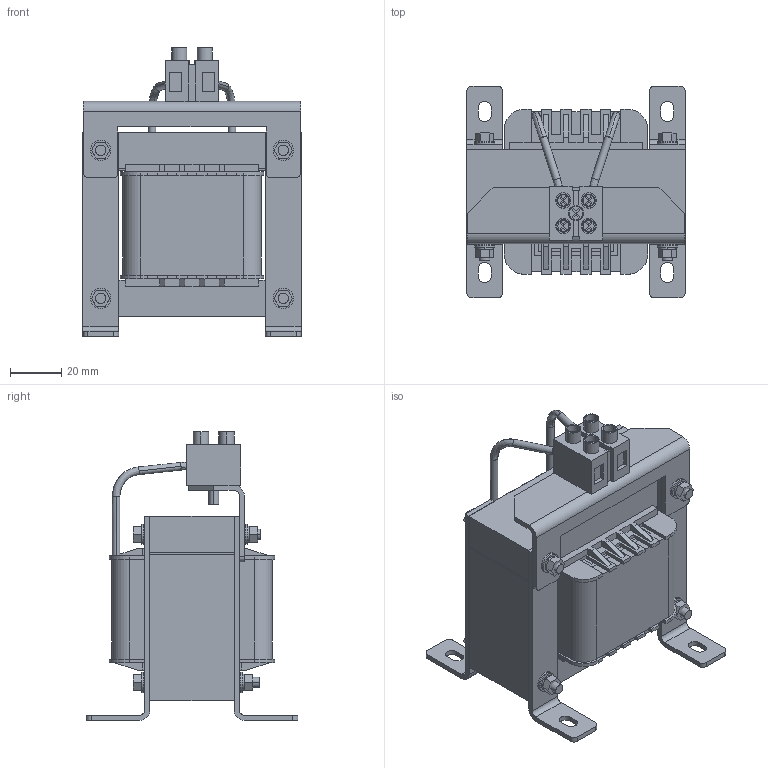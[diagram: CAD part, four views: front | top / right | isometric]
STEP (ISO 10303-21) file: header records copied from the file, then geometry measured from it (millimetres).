
FILE_DESCRIPTION (( 'STEP AP214' ), '1' );
FILE_NAME ('SKS-SACL-0010-AL or SKS-S0CL-0010-AL.STEP', '2019-03-20T03:50:08', ( 'Windows 蚚誧' ), ( 'Microsoft' ), 'SwSTEP 2.0', 'SolidWorks 2017', '' );
FILE_SCHEMA (( 'AUTOMOTIVE_DESIGN' ));
Length unit declared in the file: inch
Products named in the file (1): SKS-SACL-0010-AL or SKS-S0CL-0010-AL
Bounding box: 85.8 x 83 x 113 mm (x, y, z)
Volume: 295084.1 mm3; surface area: 111900.2 mm2
Topology: 52 solids, 52 shells, 680 faces, 1650 edges, 1100 vertices
Faces by surface type: plane 530, cylinder 142, bspline 8
Entity records: 26549 total; most frequent: CARTESIAN_POINT 3551, DIRECTION 3308, ORIENTED_EDGE 3300, EDGE_CURVE 1650, LINE 1338, VECTOR 1338, VERTEX_POINT 1100, AXIS2_PLACEMENT_3D 985
